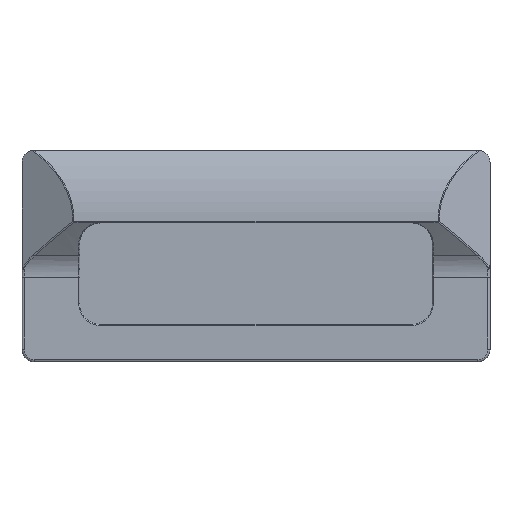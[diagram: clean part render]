
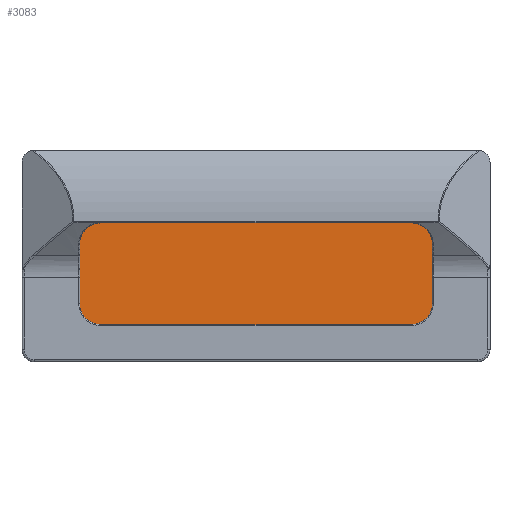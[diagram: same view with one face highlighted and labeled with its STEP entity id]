
A CAD part, top view. The second image highlights one B-rep face of the part: STEP entity #3083.
In plain terms, the highlighted planar face has unit normal (0, 0, 1).
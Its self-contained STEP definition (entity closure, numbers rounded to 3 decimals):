
#111=PLANE('',#3437);
#356=LINE('',#5613,#594);
#360=LINE('',#5625,#598);
#364=LINE('',#5637,#602);
#367=LINE('',#5646,#605);
#594=VECTOR('',#4321,20.);
#598=VECTOR('',#4333,74.);
#602=VECTOR('',#4345,20.);
#605=VECTOR('',#4356,74.);
#875=FACE_OUTER_BOUND('',#1067,.T.);
#1067=EDGE_LOOP('',(#2824,#2825,#2826,#2827,#2828,#2829,#2830,#2831));
#1258=CIRCLE('',#3423,5.);
#1260=CIRCLE('',#3427,5.);
#1262=CIRCLE('',#3431,5.);
#1264=CIRCLE('',#3435,5.);
#1535=VERTEX_POINT('',#5603);
#1536=VERTEX_POINT('',#5605);
#1538=VERTEX_POINT('',#5611);
#1540=VERTEX_POINT('',#5617);
#1542=VERTEX_POINT('',#5623);
#1544=VERTEX_POINT('',#5629);
#1546=VERTEX_POINT('',#5635);
#1548=VERTEX_POINT('',#5641);
#1967=EDGE_CURVE('',#1535,#1536,#1258,.T.);
#1971=EDGE_CURVE('',#1538,#1535,#356,.T.);
#1974=EDGE_CURVE('',#1540,#1538,#1260,.T.);
#1977=EDGE_CURVE('',#1542,#1540,#360,.T.);
#1980=EDGE_CURVE('',#1544,#1542,#1262,.T.);
#1983=EDGE_CURVE('',#1546,#1544,#364,.T.);
#1986=EDGE_CURVE('',#1548,#1546,#1264,.T.);
#1988=EDGE_CURVE('',#1536,#1548,#367,.T.);
#2824=ORIENTED_EDGE('',*,*,#1988,.F.);
#2825=ORIENTED_EDGE('',*,*,#1967,.F.);
#2826=ORIENTED_EDGE('',*,*,#1971,.F.);
#2827=ORIENTED_EDGE('',*,*,#1974,.F.);
#2828=ORIENTED_EDGE('',*,*,#1977,.F.);
#2829=ORIENTED_EDGE('',*,*,#1980,.F.);
#2830=ORIENTED_EDGE('',*,*,#1983,.F.);
#2831=ORIENTED_EDGE('',*,*,#1986,.F.);
#3083=ADVANCED_FACE('',(#875),#111,.T.);
#3423=AXIS2_PLACEMENT_3D('',#5606,#4314,#4315);
#3427=AXIS2_PLACEMENT_3D('',#5619,#4327,#4328);
#3431=AXIS2_PLACEMENT_3D('',#5631,#4339,#4340);
#3435=AXIS2_PLACEMENT_3D('',#5643,#4351,#4352);
#3437=AXIS2_PLACEMENT_3D('',#5647,#4357,#4358);
#4314=DIRECTION('center_axis',(0.,0.,-1.));
#4315=DIRECTION('ref_axis',(0.,1.,0.));
#4321=DIRECTION('',(0.,1.,0.));
#4327=DIRECTION('center_axis',(0.,0.,-1.));
#4328=DIRECTION('ref_axis',(-1.,0.,0.));
#4333=DIRECTION('',(-1.,0.,0.));
#4339=DIRECTION('center_axis',(0.,0.,-1.));
#4340=DIRECTION('ref_axis',(0.,-1.,0.));
#4345=DIRECTION('',(0.,-1.,0.));
#4351=DIRECTION('center_axis',(0.,0.,-1.));
#4352=DIRECTION('ref_axis',(1.,0.,0.));
#4356=DIRECTION('',(1.,0.,0.));
#4357=DIRECTION('center_axis',(0.,0.,1.));
#4358=DIRECTION('ref_axis',(1.,0.,0.));
#5603=CARTESIAN_POINT('',(-42.,10.,-10.));
#5605=CARTESIAN_POINT('',(-37.,15.,-10.));
#5606=CARTESIAN_POINT('Origin',(-37.,10.,-10.));
#5611=CARTESIAN_POINT('',(-42.,-10.,-10.));
#5613=CARTESIAN_POINT('',(-42.,10.,-10.));
#5617=CARTESIAN_POINT('',(-37.,-15.,-10.));
#5619=CARTESIAN_POINT('Origin',(-37.,-10.,-10.));
#5623=CARTESIAN_POINT('',(37.,-15.,-10.));
#5625=CARTESIAN_POINT('',(-37.,-15.,-10.));
#5629=CARTESIAN_POINT('',(42.,-10.,-10.));
#5631=CARTESIAN_POINT('Origin',(37.,-10.,-10.));
#5635=CARTESIAN_POINT('',(42.,10.,-10.));
#5637=CARTESIAN_POINT('',(42.,-10.,-10.));
#5641=CARTESIAN_POINT('',(37.,15.,-10.));
#5643=CARTESIAN_POINT('Origin',(37.,10.,-10.));
#5646=CARTESIAN_POINT('',(37.,15.,-10.));
#5647=CARTESIAN_POINT('Origin',(0.,0.,
-10.));
